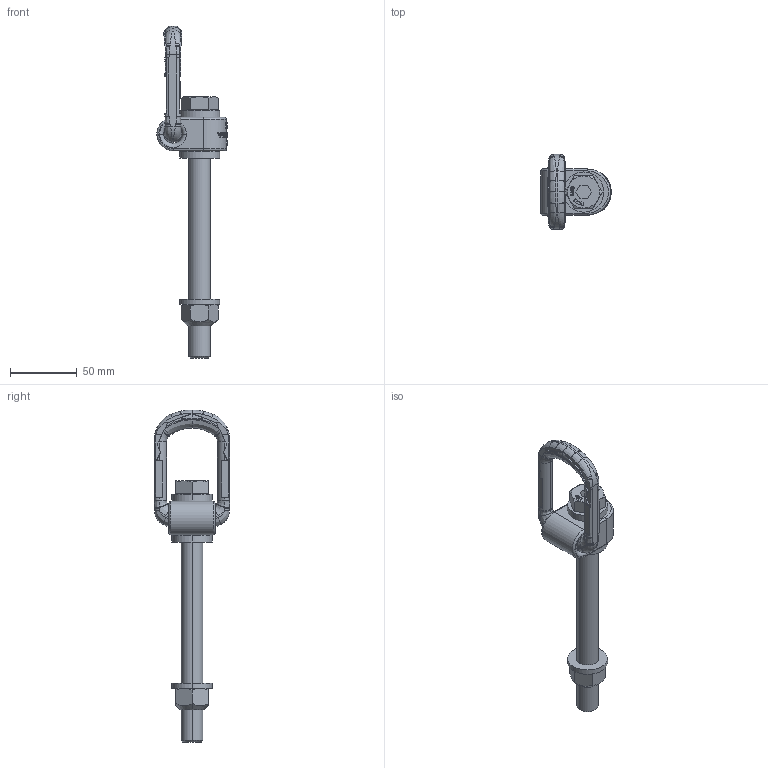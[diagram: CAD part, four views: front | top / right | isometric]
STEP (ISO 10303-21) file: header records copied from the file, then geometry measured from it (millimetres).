
FILE_DESCRIPTION((''),'2;1');
FILE_NAME('001-M35332-P-2_ASM','2019-02-06T',('anja.joas'),(''),'PRO/ENGINEER BY PARAMETRIC TECHNOLOGY CORPORATION, 2011490','PRO/ENGINEER BY PARAMETRIC TECHNOLOGY CORPORATION, 2011490','');
FILE_SCHEMA(('CONFIG_CONTROL_DESIGN'));
Length unit declared in the file: millimetre
Products named in the file (6): 001-M35332-P-2; 001-M35332-P-3; 001-M34900-P-2; 001-M31624-V04; 001-M31328-V07; 001-M35332-P-2_ASM
Assembly tree (5 placements, depth 2):
  001-M35332-P-2_ASM
    001-M35332-P-2
    001-M35332-P-3
    001-M34900-P-2
    001-M31624-V04
    001-M31328-V07
Bounding box: 52.5 x 56 x 247.85 mm (x, y, z)
Volume: 106311.2 mm3; surface area: 34862.9 mm2
Topology: 5 solids, 5 shells, 953 faces, 2582 edges, 1679 vertices
Faces by surface type: plane 690, bspline 136, cylinder 91, cone 20, torus 16
Entity records: 36544 total; most frequent: CARTESIAN_POINT 14098, ORIENTED_EDGE 5164, DIRECTION 3890, EDGE_CURVE 2582, VERTEX_POINT 1679, VECTOR 1398, LINE 1398, AXIS2_PLACEMENT_3D 1246
